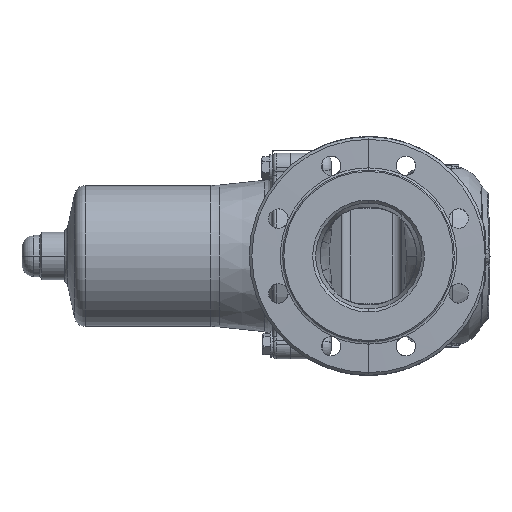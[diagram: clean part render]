
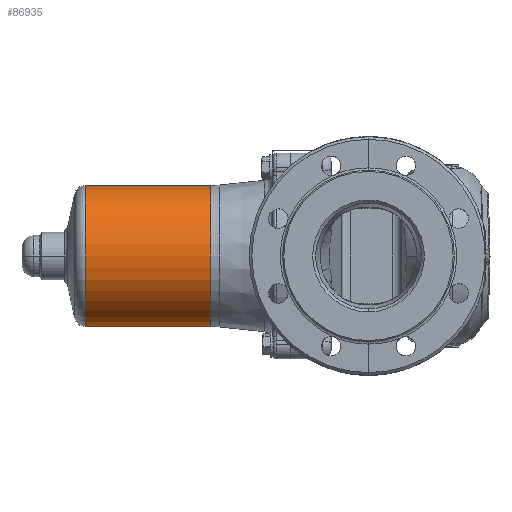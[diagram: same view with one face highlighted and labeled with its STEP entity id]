
A CAD part, left-side view. The second image highlights one B-rep face of the part: STEP entity #86935.
In plain terms, the highlighted cylindrical face has radius 65 mm (diameter 130 mm), a partial arc.
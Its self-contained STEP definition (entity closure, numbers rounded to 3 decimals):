
#137 = CARTESIAN_POINT ( 'NONE',  ( 0., 359.056, -65. ) ) ;
#11481 = ORIENTED_EDGE ( 'NONE', *, *, #86440, .F. ) ;
#13703 = VERTEX_POINT ( 'NONE', #122411 ) ;
#13737 = CARTESIAN_POINT ( 'NONE',  ( 0., 359.056, 65. ) ) ;
#16803 = VECTOR ( 'NONE', #97035, 1000. ) ;
#28947 = CIRCLE ( 'NONE', #64505, 65. ) ;
#34279 = VERTEX_POINT ( 'NONE', #39574 ) ;
#35460 = AXIS2_PLACEMENT_3D ( 'NONE', #49768, #119031, #105655 ) ;
#39574 = CARTESIAN_POINT ( 'NONE',  ( 0., 261.102, -65. ) ) ;
#49768 = CARTESIAN_POINT ( 'NONE',  ( 0., 359.056, 0. ) ) ;
#49955 = FACE_OUTER_BOUND ( 'NONE', #110195, .T. ) ;
#54447 = EDGE_CURVE ( 'NONE', #34279, #142112, #28947, .T. ) ;
#57728 = CARTESIAN_POINT ( 'NONE',  ( 0., 145.34, 0. ) ) ;
#59244 = ORIENTED_EDGE ( 'NONE', *, *, #174112, .T. ) ;
#64505 = AXIS2_PLACEMENT_3D ( 'NONE', #69151, #166302, #83174 ) ;
#69151 = CARTESIAN_POINT ( 'NONE',  ( 0., 261.102, 0. ) ) ;
#69501 = CYLINDRICAL_SURFACE ( 'NONE', #35460, 65. ) ;
#71686 = DIRECTION ( 'NONE',  ( 0., 0., -1. ) ) ;
#74752 = EDGE_CURVE ( 'NONE', #140107, #13703, #144079, .T. ) ;
#83174 = DIRECTION ( 'NONE',  ( 0., 0., -1. ) ) ;
#86440 = EDGE_CURVE ( 'NONE', #140107, #34279, #163231, .T. ) ;
#86935 = ADVANCED_FACE ( 'NONE', ( #49955 ), #69501, .T. ) ;
#87801 = ORIENTED_EDGE ( 'NONE', *, *, #54447, .F. ) ;
#92155 = CARTESIAN_POINT ( 'NONE',  ( 0., 145.34, -65. ) ) ;
#97035 = DIRECTION ( 'NONE',  ( 0., 1., 0. ) ) ;
#105655 = DIRECTION ( 'NONE',  ( 0., 0., -1. ) ) ;
#110195 = EDGE_LOOP ( 'NONE', ( #159428, #59244, #87801, #11481 ) ) ;
#119031 = DIRECTION ( 'NONE',  ( 0., 1., 0. ) ) ;
#121923 = VECTOR ( 'NONE', #125332, 1000. ) ;
#122411 = CARTESIAN_POINT ( 'NONE',  ( 0., 145.34, 65. ) ) ;
#125332 = DIRECTION ( 'NONE',  ( 0., 1., 0. ) ) ;
#127573 = CARTESIAN_POINT ( 'NONE',  ( 0., 261.102, 65. ) ) ;
#131243 = AXIS2_PLACEMENT_3D ( 'NONE', #57728, #154826, #71686 ) ;
#140107 = VERTEX_POINT ( 'NONE', #92155 ) ;
#142112 = VERTEX_POINT ( 'NONE', #127573 ) ;
#144079 = CIRCLE ( 'NONE', #131243, 65. ) ;
#154826 = DIRECTION ( 'NONE',  ( 0., 1., 0. ) ) ;
#159428 = ORIENTED_EDGE ( 'NONE', *, *, #74752, .T. ) ;
#160234 = LINE ( 'NONE', #13737, #16803 ) ;
#163231 = LINE ( 'NONE', #137, #121923 ) ;
#166302 = DIRECTION ( 'NONE',  ( 0., 1., 0. ) ) ;
#174112 = EDGE_CURVE ( 'NONE', #13703, #142112, #160234, .T. ) ;
